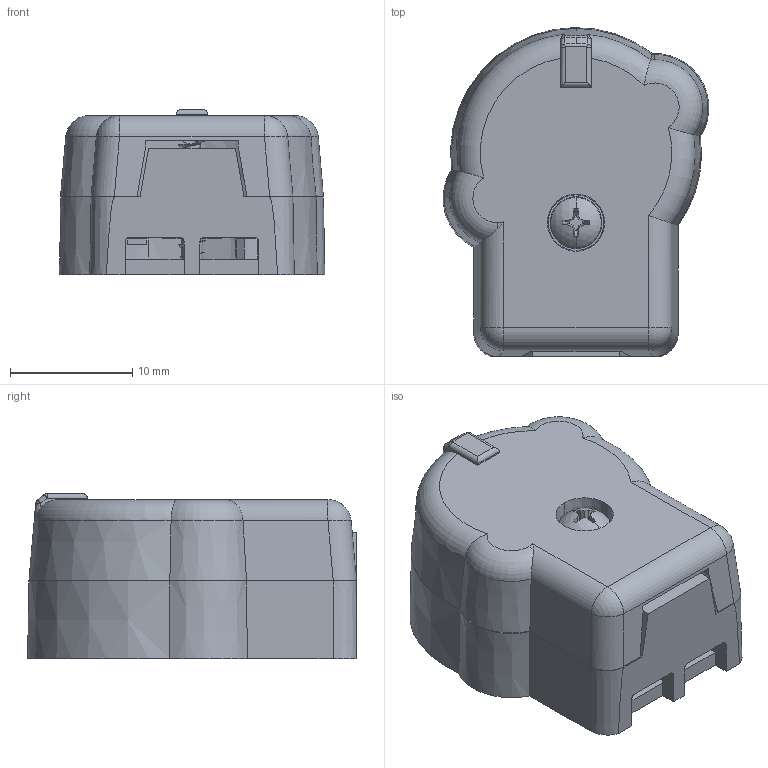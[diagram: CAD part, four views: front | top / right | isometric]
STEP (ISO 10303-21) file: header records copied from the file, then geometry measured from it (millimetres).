
FILE_DESCRIPTION (( 'STEP AP214' ), '1' );
FILE_NAME ('final.STEP', '2015-12-15T19:20:46', ( '' ), ( '' ), 'SwSTEP 2.0', 'SolidWorks 2015', '' );
FILE_SCHEMA (( 'AUTOMOTIVE_DESIGN' ));
Length unit declared in the file: inch
Products named in the file (1): final
Bounding box: 21.73 x 26.91 x 13.51 mm (x, y, z)
Surface area: 2913.9 mm2 (no closed solid volume)
Topology: 0 solids, 10 shells, 140 faces, 587 edges, 452 vertices
Faces by surface type: plane 74, cylinder 21, cone 21, torus 10, sphere 8, bspline 6
Entity records: 9763 total; most frequent: CARTESIAN_POINT 3363, DIRECTION 880, ORIENTED_EDGE 874, EDGE_CURVE 585, VERTEX_POINT 452, VECTOR 308, LINE 308, AXIS2_PLACEMENT_3D 286
